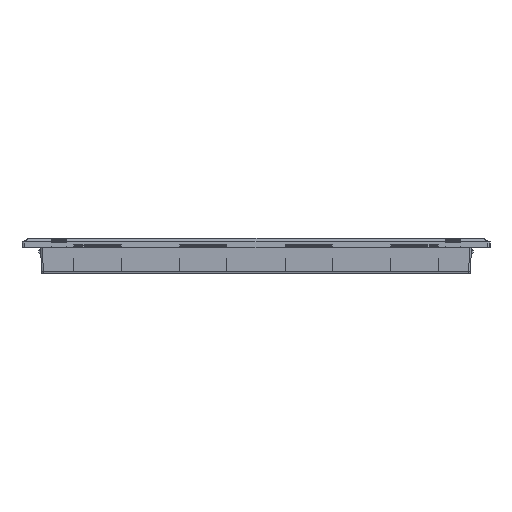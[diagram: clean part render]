
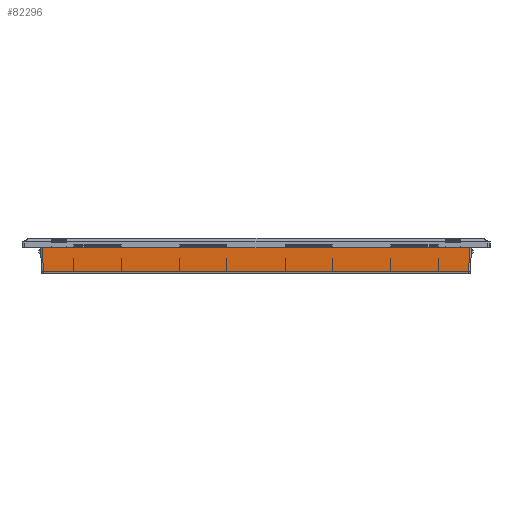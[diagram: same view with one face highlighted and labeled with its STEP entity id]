
A CAD part, front view. The second image highlights one B-rep face of the part: STEP entity #82296.
In plain terms, the highlighted planar face has unit normal (0, -1, -0.026).
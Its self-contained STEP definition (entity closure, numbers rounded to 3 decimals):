
#1443 = DIRECTION ( 'NONE',  ( 0., -1., -0.026 ) ) ;
#4425 = VECTOR ( 'NONE', #175839, 1000. ) ;
#5367 = FACE_OUTER_BOUND ( 'NONE', #16143, .T. ) ;
#13181 = VERTEX_POINT ( 'NONE', #71609 ) ;
#16143 = EDGE_LOOP ( 'NONE', ( #166512, #17049, #95184, #43725 ) ) ;
#17049 = ORIENTED_EDGE ( 'NONE', *, *, #34790, .T. ) ;
#17550 = DIRECTION ( 'NONE',  ( 0.026, 0.026, -0.999 ) ) ;
#34790 = EDGE_CURVE ( 'NONE', #122596, #170319, #166329, .T. ) ;
#43032 = LINE ( 'NONE', #161242, #4425 ) ;
#43725 = ORIENTED_EDGE ( 'NONE', *, *, #88006, .T. ) ;
#70872 = DIRECTION ( 'NONE',  ( 1., 0., 0. ) ) ;
#71609 = CARTESIAN_POINT ( 'NONE',  ( 227.318, -229.318, -26.052 ) ) ;
#82296 = ADVANCED_FACE ( 'NONE', ( #5367 ), #88490, .T. ) ;
#88006 = EDGE_CURVE ( 'NONE', #13181, #161738, #100255, .T. ) ;
#88490 = PLANE ( 'NONE',  #172105 ) ;
#88932 = VECTOR ( 'NONE', #17550, 1000. ) ;
#95184 = ORIENTED_EDGE ( 'NONE', *, *, #170454, .T. ) ;
#95253 = DIRECTION ( 'NONE',  ( 0.026, -0.026, 0.999 ) ) ;
#100255 = LINE ( 'NONE', #167802, #134409 ) ;
#103096 = DIRECTION ( 'NONE',  ( 0., 0.026, -1. ) ) ;
#110667 = CARTESIAN_POINT ( 'NONE',  ( -228.001, -230., 0. ) ) ;
#111028 = CARTESIAN_POINT ( 'NONE',  ( -227.318, -229.318, -26.052 ) ) ;
#119330 = CARTESIAN_POINT ( 'NONE',  ( -227.845, -229.844, -5.962 ) ) ;
#119337 = EDGE_CURVE ( 'NONE', #122596, #161738, #43032, .T. ) ;
#122596 = VERTEX_POINT ( 'NONE', #110667 ) ;
#128271 = VECTOR ( 'NONE', #70872, 1000. ) ;
#131757 = CARTESIAN_POINT ( 'NONE',  ( 0., -230., 0. ) ) ;
#134409 = VECTOR ( 'NONE', #95253, 1000. ) ;
#152562 = CARTESIAN_POINT ( 'NONE',  ( 228.001, -230., 0. ) ) ;
#161242 = CARTESIAN_POINT ( 'NONE',  ( -247.25, -230., 0. ) ) ;
#161738 = VERTEX_POINT ( 'NONE', #152562 ) ;
#166329 = LINE ( 'NONE', #119330, #88932 ) ;
#166512 = ORIENTED_EDGE ( 'NONE', *, *, #119337, .F. ) ;
#166991 = LINE ( 'NONE', #186705, #128271 ) ;
#167802 = CARTESIAN_POINT ( 'NONE',  ( 228.002, -230.001, 0.052 ) ) ;
#170319 = VERTEX_POINT ( 'NONE', #111028 ) ;
#170454 = EDGE_CURVE ( 'NONE', #170319, #13181, #166991, .T. ) ;
#172105 = AXIS2_PLACEMENT_3D ( 'NONE', #131757, #1443, #103096 ) ;
#175839 = DIRECTION ( 'NONE',  ( 1., 0., 0. ) ) ;
#186705 = CARTESIAN_POINT ( 'NONE',  ( 229.267, -229.318, -26.052 ) ) ;
